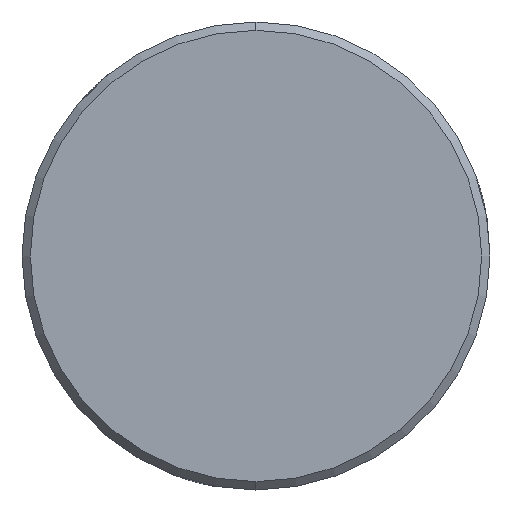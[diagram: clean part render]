
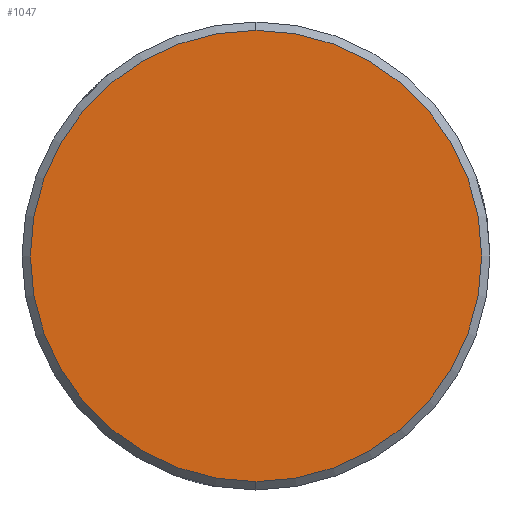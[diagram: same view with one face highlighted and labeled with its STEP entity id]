
A CAD part, left-side view. The second image highlights one B-rep face of the part: STEP entity #1047.
In plain terms, the highlighted planar face has unit normal (-1, 0, 0).
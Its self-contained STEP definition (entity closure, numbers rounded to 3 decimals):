
#6 = EDGE_CURVE ( 'NONE', #51, #758, #869, .T. ) ;
#39 = ORIENTED_EDGE ( 'NONE', *, *, #998, .T. ) ;
#51 = VERTEX_POINT ( 'NONE', #1086 ) ;
#78 = PLANE ( 'NONE',  #715 ) ;
#143 = DIRECTION ( 'NONE',  ( 0., 0., -1. ) ) ;
#171 = DIRECTION ( 'NONE',  ( 0., 0., -1. ) ) ;
#273 = CARTESIAN_POINT ( 'NONE',  ( -29.3, -13.662, -13.662 ) ) ;
#275 = ORIENTED_EDGE ( 'NONE', *, *, #6, .T. ) ;
#312 = AXIS2_PLACEMENT_3D ( 'NONE', #788, #669, #143 ) ;
#367 = AXIS2_PLACEMENT_3D ( 'NONE', #438, #807, #171 ) ;
#438 = CARTESIAN_POINT ( 'NONE',  ( -29.3, 0., 0. ) ) ;
#477 = FACE_OUTER_BOUND ( 'NONE', #943, .T. ) ;
#625 = CARTESIAN_POINT ( 'NONE',  ( -29.3, 0., 13.5 ) ) ;
#669 = DIRECTION ( 'NONE',  ( -1., 0., 0. ) ) ;
#707 = DIRECTION ( 'NONE',  ( -1., 0., 0. ) ) ;
#715 = AXIS2_PLACEMENT_3D ( 'NONE', #273, #707, #810 ) ;
#758 = VERTEX_POINT ( 'NONE', #625 ) ;
#788 = CARTESIAN_POINT ( 'NONE',  ( -29.3, 0., 0. ) ) ;
#807 = DIRECTION ( 'NONE',  ( -1., 0., 0. ) ) ;
#810 = DIRECTION ( 'NONE',  ( 0., 0., 1. ) ) ;
#869 = CIRCLE ( 'NONE', #312, 13.5 ) ;
#943 = EDGE_LOOP ( 'NONE', ( #275, #39 ) ) ;
#946 = CIRCLE ( 'NONE', #367, 13.5 ) ;
#998 = EDGE_CURVE ( 'NONE', #758, #51, #946, .T. ) ;
#1047 = ADVANCED_FACE ( 'NONE', ( #477 ), #78, .T. ) ;
#1086 = CARTESIAN_POINT ( 'NONE',  ( -29.3, 0., -13.5 ) ) ;
